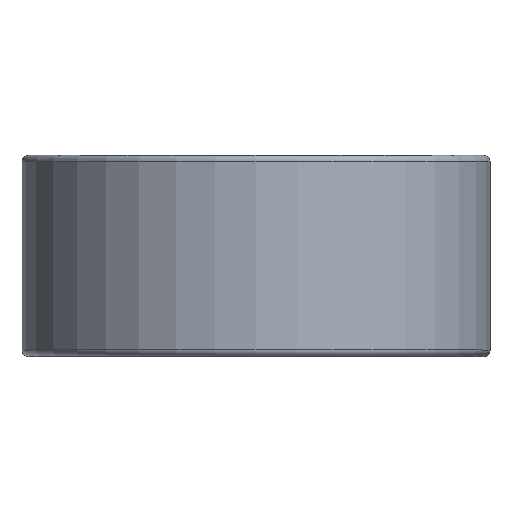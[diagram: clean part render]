
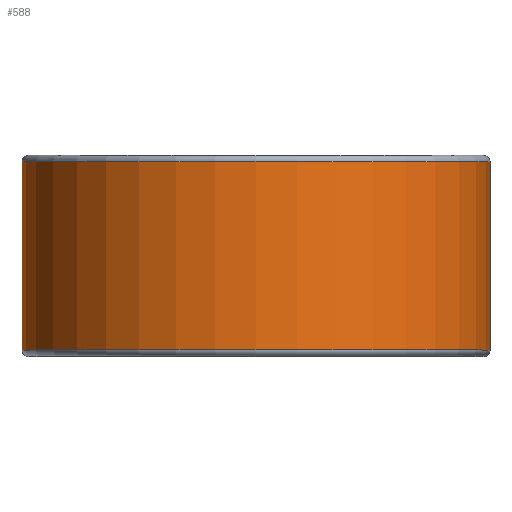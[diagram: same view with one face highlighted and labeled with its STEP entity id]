
A CAD part, top view. The second image highlights one B-rep face of the part: STEP entity #588.
In plain terms, the highlighted cylindrical face has radius 27.711 mm (diameter 55.423 mm), a partial arc.
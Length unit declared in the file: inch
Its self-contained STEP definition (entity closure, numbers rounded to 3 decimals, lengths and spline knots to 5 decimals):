
#6 = CARTESIAN_POINT ( 'NONE',  ( 1.091, -0.43875, 0. ) ) ;
#14 = VECTOR ( 'NONE', #1133, 39.37008 ) ;
#36 = EDGE_LOOP ( 'NONE', ( #765, #175, #2305, #317 ) ) ;
#43 = VERTEX_POINT ( 'NONE', #1380 ) ;
#63 = VERTEX_POINT ( 'NONE', #387 ) ;
#65 = AXIS2_PLACEMENT_3D ( 'NONE', #943, #2246, #1128 ) ;
#175 = ORIENTED_EDGE ( 'NONE', *, *, #2335, .T. ) ;
#215 = LINE ( 'NONE', #635, #14 ) ;
#288 = CYLINDRICAL_SURFACE ( 'NONE', #2297, 1.091 ) ;
#303 = CIRCLE ( 'NONE', #65, 1.091 ) ;
#317 = ORIENTED_EDGE ( 'NONE', *, *, #1890, .F. ) ;
#326 = CIRCLE ( 'NONE', #469, 1.091 ) ;
#331 = DIRECTION ( 'NONE',  ( 0., 1., 0. ) ) ;
#387 = CARTESIAN_POINT ( 'NONE',  ( 0., 0.43875, -1.091 ) ) ;
#440 = CARTESIAN_POINT ( 'NONE',  ( 0., -0.43875, 0. ) ) ;
#469 = AXIS2_PLACEMENT_3D ( 'NONE', #440, #1659, #608 ) ;
#588 = ADVANCED_FACE ( 'NONE', ( #2001 ), #288, .T. ) ;
#608 = DIRECTION ( 'NONE',  ( 0., 0., -1. ) ) ;
#635 = CARTESIAN_POINT ( 'NONE',  ( 0., 0.43875, -1.091 ) ) ;
#688 = EDGE_CURVE ( 'NONE', #2016, #63, #215, .T. ) ;
#765 = ORIENTED_EDGE ( 'NONE', *, *, #1205, .T. ) ;
#943 = CARTESIAN_POINT ( 'NONE',  ( 0., 0.43875, 0. ) ) ;
#1113 = DIRECTION ( 'NONE',  ( 0., 0., -1. ) ) ;
#1128 = DIRECTION ( 'NONE',  ( 0., 0., -1. ) ) ;
#1133 = DIRECTION ( 'NONE',  ( 0., 1., 0. ) ) ;
#1205 = EDGE_CURVE ( 'NONE', #1554, #43, #1402, .T. ) ;
#1220 = CARTESIAN_POINT ( 'NONE',  ( 0., 0.4375, 0. ) ) ;
#1289 = VECTOR ( 'NONE', #331, 39.37008 ) ;
#1380 = CARTESIAN_POINT ( 'NONE',  ( 1.091, 0.43875, 0. ) ) ;
#1402 = LINE ( 'NONE', #1745, #1289 ) ;
#1554 = VERTEX_POINT ( 'NONE', #6 ) ;
#1594 = CARTESIAN_POINT ( 'NONE',  ( 0., -0.43875, -1.091 ) ) ;
#1659 = DIRECTION ( 'NONE',  ( 0., -1., 0. ) ) ;
#1745 = CARTESIAN_POINT ( 'NONE',  ( 1.091, 0.43875, 0. ) ) ;
#1890 = EDGE_CURVE ( 'NONE', #1554, #2016, #326, .T. ) ;
#2001 = FACE_OUTER_BOUND ( 'NONE', #36, .T. ) ;
#2016 = VERTEX_POINT ( 'NONE', #1594 ) ;
#2199 = DIRECTION ( 'NONE',  ( 0., -1., 0. ) ) ;
#2246 = DIRECTION ( 'NONE',  ( 0., -1., 0. ) ) ;
#2297 = AXIS2_PLACEMENT_3D ( 'NONE', #1220, #2199, #1113 ) ;
#2305 = ORIENTED_EDGE ( 'NONE', *, *, #688, .F. ) ;
#2335 = EDGE_CURVE ( 'NONE', #43, #63, #303, .T. ) ;
